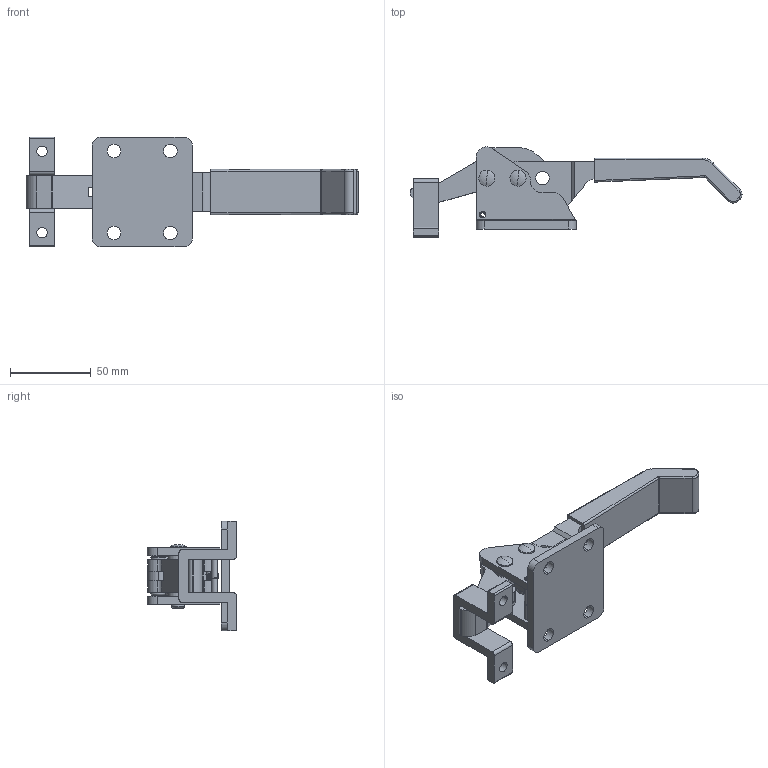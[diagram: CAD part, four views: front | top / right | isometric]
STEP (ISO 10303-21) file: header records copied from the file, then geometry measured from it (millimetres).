
FILE_DESCRIPTION (( 'STEP AP203' ), '1' );
FILE_NAME ('CH-40580.STEP', '2010-06-07T12:52:12', ( '微软用户' ), ( '微软中国' ), 'SwSTEP 2.0', 'SolidWorks 2008', '' );
FILE_SCHEMA (( 'CONFIG_CONTROL_DESIGN' ));
Length unit declared in the file: millimetre
Products named in the file (13): CH-40580-09_默认; CH-40580-06_默认; CH-40580-08_默认; CH-40580-01_默认; CH-40580; CH-40580-02_默认; CH-40580-03_默认; CH-40580-04_默认; CH-40580-07_默认; CH-40580-11_默认; CH-40580-12_默认; CH-40580-10_默认; CH-40580-05_默认
Assembly tree (18 placements, depth 2):
  CH-40580
    CH-40580-09_默认  x4
    CH-40580-06_默认
    CH-40580-02_默认  x2
    CH-40580-01_默认
    CH-40580-07_默认
    CH-40580-12_默认  x2
    CH-40580-05_默认
    CH-40580-11_默认  x2
    CH-40580-10_默认
    CH-40580-03_默认
    CH-40580-04_默认
    CH-40580-08_默认
Bounding box: 206.14 x 55.86 x 68 mm (x, y, z)
Volume: 128530.8 mm3; surface area: 56641 mm2
Topology: 18 solids, 18 shells, 359 faces, 900 edges, 576 vertices
Faces by surface type: cylinder 174, plane 113, torus 42, cone 18, bspline 12
Entity records: 28334 total; most frequent: CARTESIAN_POINT 19515, DIRECTION 1610, ORIENTED_EDGE 1480, EDGE_CURVE 740, AXIS2_PLACEMENT_3D 626, VERTEX_POINT 480, VECTOR 358, LINE 358
